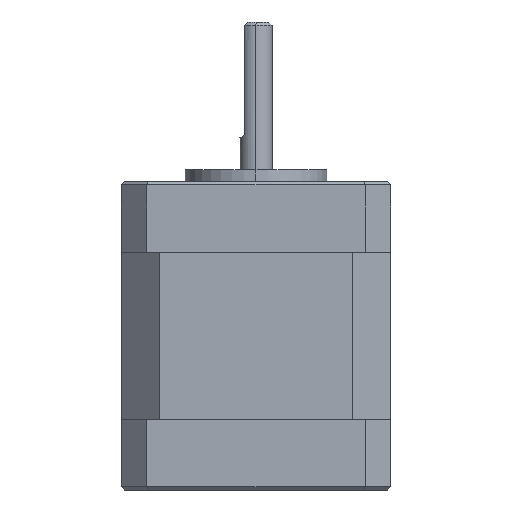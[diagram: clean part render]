
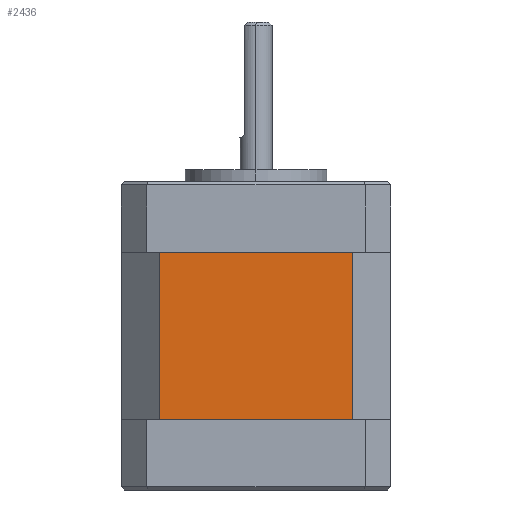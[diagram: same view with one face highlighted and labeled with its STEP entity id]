
A CAD part, left-side view. The second image highlights one B-rep face of the part: STEP entity #2436.
In plain terms, the highlighted planar face has unit normal (-1, 0, 0).
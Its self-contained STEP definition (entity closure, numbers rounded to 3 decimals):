
#342 = LINE ( 'NONE', #421, #565 ) ;
#421 = CARTESIAN_POINT ( 'NONE',  ( -21., -15., 37. ) ) ;
#480 = VECTOR ( 'NONE', #3703, 1000. ) ;
#523 = EDGE_CURVE ( 'NONE', #870, #3207, #342, .T. ) ;
#565 = VECTOR ( 'NONE', #1722, 1000. ) ;
#665 = ORIENTED_EDGE ( 'NONE', *, *, #3992, .T. ) ;
#760 = ORIENTED_EDGE ( 'NONE', *, *, #523, .F. ) ;
#870 = VERTEX_POINT ( 'NONE', #3128 ) ;
#903 = VERTEX_POINT ( 'NONE', #2431 ) ;
#919 = VERTEX_POINT ( 'NONE', #2094 ) ;
#966 = ORIENTED_EDGE ( 'NONE', *, *, #1820, .T. ) ;
#1722 = DIRECTION ( 'NONE',  ( 0., -1., 0. ) ) ;
#1820 = EDGE_CURVE ( 'NONE', #870, #903, #4223, .T. ) ;
#2094 = CARTESIAN_POINT ( 'NONE',  ( -21., -15., 11. ) ) ;
#2110 = ORIENTED_EDGE ( 'NONE', *, *, #2946, .F. ) ;
#2192 = PLANE ( 'NONE',  #3637 ) ;
#2263 = DIRECTION ( 'NONE',  ( 0., 0., -1. ) ) ;
#2311 = FACE_OUTER_BOUND ( 'NONE', #2466, .T. ) ;
#2431 = CARTESIAN_POINT ( 'NONE',  ( -21., 15., 11. ) ) ;
#2436 = ADVANCED_FACE ( 'NONE', ( #2311 ), #2192, .F. ) ;
#2466 = EDGE_LOOP ( 'NONE', ( #665, #2110, #760, #966 ) ) ;
#2620 = DIRECTION ( 'NONE',  ( 0., 0., -1. ) ) ;
#2855 = VECTOR ( 'NONE', #3925, 1000. ) ;
#2946 = EDGE_CURVE ( 'NONE', #3207, #919, #4213, .T. ) ;
#3128 = CARTESIAN_POINT ( 'NONE',  ( -21., 15., 37. ) ) ;
#3207 = VERTEX_POINT ( 'NONE', #3216 ) ;
#3216 = CARTESIAN_POINT ( 'NONE',  ( -21., -15., 37. ) ) ;
#3280 = CARTESIAN_POINT ( 'NONE',  ( -21., -15., 37. ) ) ;
#3345 = DIRECTION ( 'NONE',  ( 1., 0., 0. ) ) ;
#3374 = LINE ( 'NONE', #3655, #480 ) ;
#3636 = CARTESIAN_POINT ( 'NONE',  ( -21., -15., 37. ) ) ;
#3637 = AXIS2_PLACEMENT_3D ( 'NONE', #3636, #3345, #2263 ) ;
#3655 = CARTESIAN_POINT ( 'NONE',  ( -21., -15., 11. ) ) ;
#3703 = DIRECTION ( 'NONE',  ( 0., -1., 0. ) ) ;
#3764 = VECTOR ( 'NONE', #2620, 1000. ) ;
#3925 = DIRECTION ( 'NONE',  ( 0., 0., -1. ) ) ;
#3992 = EDGE_CURVE ( 'NONE', #903, #919, #3374, .T. ) ;
#4213 = LINE ( 'NONE', #3280, #2855 ) ;
#4223 = LINE ( 'NONE', #4322, #3764 ) ;
#4322 = CARTESIAN_POINT ( 'NONE',  ( -21., 15., 37. ) ) ;
